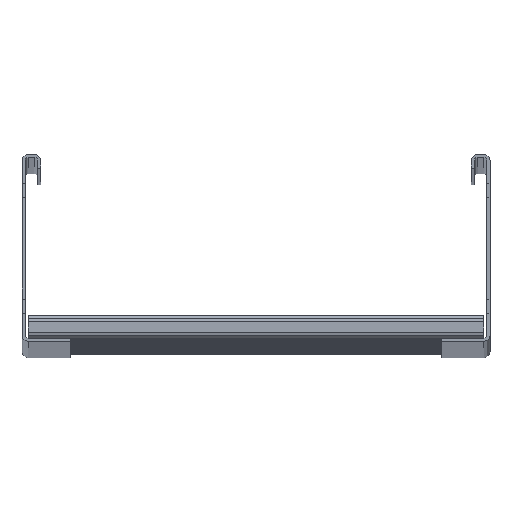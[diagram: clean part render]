
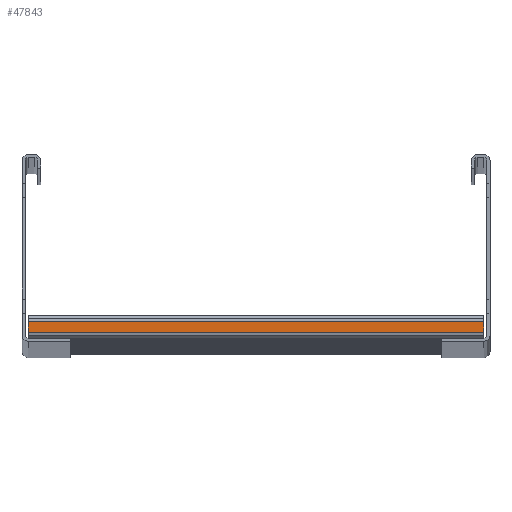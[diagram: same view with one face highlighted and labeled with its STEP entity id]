
A CAD part, top view. The second image highlights one B-rep face of the part: STEP entity #47843.
In plain terms, the highlighted planar face has unit normal (0, 0, 1).
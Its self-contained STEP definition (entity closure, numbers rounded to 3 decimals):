
#12779=DIRECTION('',(1.,0.,0.));
#12780=VECTOR('',#12779,292.);
#12781=CARTESIAN_POINT('',(-146.,-54.,2865.));
#12782=LINE('',#12781,#12780);
#12863=DIRECTION('',(0.,-1.,0.));
#12864=VECTOR('',#12863,7.);
#12865=CARTESIAN_POINT('',(-146.,-47.,2865.));
#12866=LINE('',#12865,#12864);
#12880=DIRECTION('',(0.,-1.,0.));
#12881=VECTOR('',#12880,7.);
#12882=CARTESIAN_POINT('',(146.,-47.,2865.));
#12883=LINE('',#12882,#12881);
#12959=DIRECTION('',(1.,0.,0.));
#12960=VECTOR('',#12959,292.);
#12961=CARTESIAN_POINT('',(-146.,-47.,2865.));
#12962=LINE('',#12961,#12960);
#29437=CARTESIAN_POINT('',(-146.,-47.,2865.));
#29438=CARTESIAN_POINT('',(-146.,-54.,2865.));
#29439=VERTEX_POINT('',#29437);
#29440=VERTEX_POINT('',#29438);
#29473=CARTESIAN_POINT('',(146.,-47.,2865.));
#29474=CARTESIAN_POINT('',(146.,-54.,2865.));
#29475=VERTEX_POINT('',#29473);
#29476=VERTEX_POINT('',#29474);
#47831=CARTESIAN_POINT('',(-146.,-47.,2865.));
#47832=DIRECTION('',(0.,0.,1.));
#47833=DIRECTION('',(0.,-1.,0.));
#47834=AXIS2_PLACEMENT_3D('',#47831,#47832,#47833);
#47835=PLANE('',#47834);
#47836=ORIENTED_EDGE('',*,*,#47751,.F.);
#47838=ORIENTED_EDGE('',*,*,#47837,.T.);
#47839=ORIENTED_EDGE('',*,*,#47791,.T.);
#47840=ORIENTED_EDGE('',*,*,#47700,.F.);
#47841=EDGE_LOOP('',(#47836,#47838,#47839,#47840));
#47842=FACE_OUTER_BOUND('',#47841,.F.);
#47843=ADVANCED_FACE('',(#47842),#47835,.T.);
#47700=EDGE_CURVE('',#29440,#29476,#12782,.T.);
#47751=EDGE_CURVE('',#29439,#29440,#12866,.T.);
#47791=EDGE_CURVE('',#29475,#29476,#12883,.T.);
#47837=EDGE_CURVE('',#29439,#29475,#12962,.T.);
